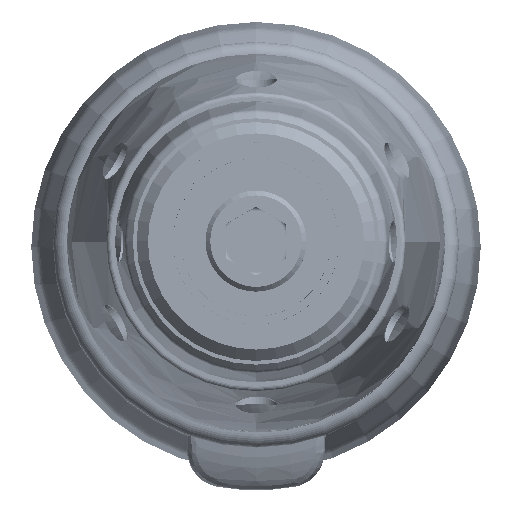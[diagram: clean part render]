
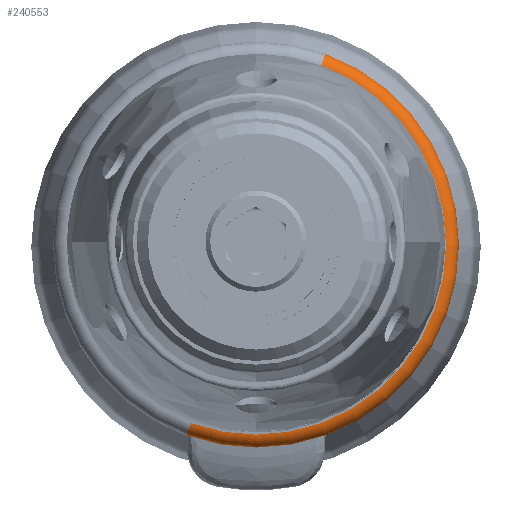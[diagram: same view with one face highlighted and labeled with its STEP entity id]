
A CAD part, top view. The second image highlights one B-rep face of the part: STEP entity #240553.
In plain terms, the highlighted toroidal (fillet/blend) face has major radius 20 mm and minor radius 1.5 mm.
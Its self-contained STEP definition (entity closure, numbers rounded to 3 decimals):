
#236731=CARTESIAN_POINT('',(1.517,0.,0.));
#236732=DIRECTION('',(1.,0.,0.));
#236733=DIRECTION('',(0.,-1.,0.));
#236734=AXIS2_PLACEMENT_3D('',#236731,#236732,#236733);
#236776=CARTESIAN_POINT('',(1.517,20.,0.));
#236777=DIRECTION('',(0.,0.,1.));
#236778=DIRECTION('',(0.,1.,0.));
#236779=AXIS2_PLACEMENT_3D('',#236776,#236777,#236778);
#236784=CARTESIAN_POINT('',(1.517,-20.,0.));
#236785=DIRECTION('',(0.,0.,-1.));
#236786=DIRECTION('',(0.,-1.,0.));
#236787=AXIS2_PLACEMENT_3D('',#236784,#236785,#236786);
#236869=CARTESIAN_POINT('',(0.023,0.,0.));
#236870=DIRECTION('',(1.,0.,0.));
#236871=DIRECTION('',(0.,-1.,0.));
#236872=AXIS2_PLACEMENT_3D('',#236869,#236870,#236871);
#237611=CARTESIAN_POINT('',(0.023,-20.131,0.));
#237612=CARTESIAN_POINT('',(0.023,20.131,0.));
#237613=VERTEX_POINT('',#237611);
#237614=VERTEX_POINT('',#237612);
#237619=CARTESIAN_POINT('',(1.517,21.5,0.));
#237620=CARTESIAN_POINT('',(1.517,-21.5,0.));
#237621=VERTEX_POINT('',#237619);
#237622=VERTEX_POINT('',#237620);
#240539=CARTESIAN_POINT('',(1.517,0.,0.));
#240540=DIRECTION('',(-1.,0.,0.));
#240541=DIRECTION('',(0.,1.,0.));
#240542=AXIS2_PLACEMENT_3D('',#240539,#240540,#240541);
#240543=TOROIDAL_SURFACE('',#240542,20.,1.5);
#240544=ORIENTED_EDGE('',*,*,#240472,.T.);
#240546=ORIENTED_EDGE('',*,*,#240545,.T.);
#240548=ORIENTED_EDGE('',*,*,#240547,.F.);
#240550=ORIENTED_EDGE('',*,*,#240549,.F.);
#240551=EDGE_LOOP('',(#240544,#240546,#240548,#240550));
#240552=FACE_OUTER_BOUND('',#240551,.F.);
#240553=ADVANCED_FACE('',(#240552),#240543,.T.);
#236735=CIRCLE('',#236734,21.5);
#236780=CIRCLE('',#236779,1.5);
#236788=CIRCLE('',#236787,1.5);
#236873=CIRCLE('',#236872,20.131);
#240472=EDGE_CURVE('',#237622,#237621,#236735,.T.);
#240545=EDGE_CURVE('',#237621,#237614,#236780,.T.);
#240547=EDGE_CURVE('',#237613,#237614,#236873,.T.);
#240549=EDGE_CURVE('',#237622,#237613,#236788,.T.);
